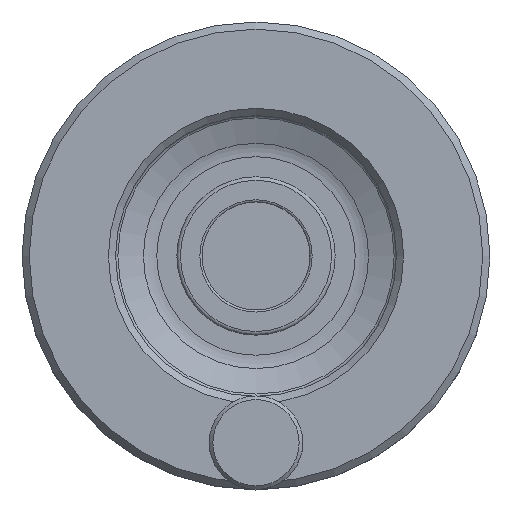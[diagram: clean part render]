
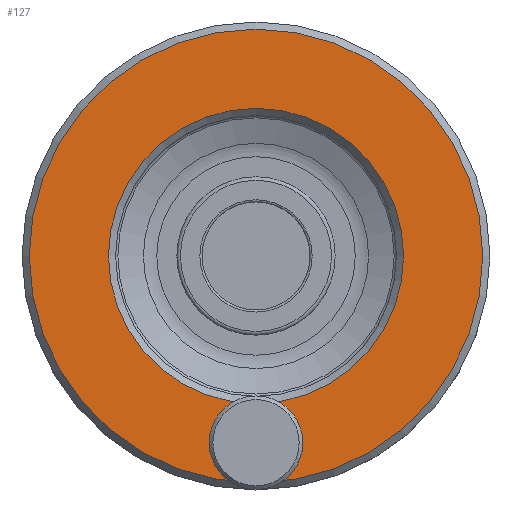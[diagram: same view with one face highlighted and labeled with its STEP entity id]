
A CAD part, top view. The second image highlights one B-rep face of the part: STEP entity #127.
In plain terms, the highlighted planar face has unit normal (0, 0, 1).
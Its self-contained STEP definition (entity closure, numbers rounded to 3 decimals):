
#127 = ADVANCED_FACE( '', ( #331, #332, #333 ), #334, .F. );
#331 = FACE_OUTER_BOUND( '', #1171, .T. );
#332 = FACE_BOUND( '', #1172, .T. );
#333 = FACE_BOUND( '', #1173, .T. );
#334 = PLANE( '', #1174 );
#1171 = EDGE_LOOP( '', ( #3150 ) );
#1172 = EDGE_LOOP( '', ( #3151 ) );
#1173 = EDGE_LOOP( '', ( #3152 ) );
#1174 = AXIS2_PLACEMENT_3D( '', #3153, #3154, #3155 );
#3150 = ORIENTED_EDGE( '', *, *, #3758, .T. );
#3151 = ORIENTED_EDGE( '', *, *, #3759, .T. );
#3152 = ORIENTED_EDGE( '', *, *, #3760, .F. );
#3153 = CARTESIAN_POINT( '', ( 0., 32.5, 18. ) );
#3154 = DIRECTION( '', ( 0., 0., -1. ) );
#3155 = DIRECTION( '', ( -1., 0., 0. ) );
#3758 = EDGE_CURVE( '', #4028, #4028, #4029, .F. );
#3759 = EDGE_CURVE( '', #4030, #4030, #4031, .T. );
#3760 = EDGE_CURVE( '', #4032, #4032, #4033, .T. );
#4028 = VERTEX_POINT( '', #4674 );
#4029 = CIRCLE( '', #4675, 31.5 );
#4030 = VERTEX_POINT( '', #4676 );
#4031 = CIRCLE( '', #4677, 20.5 );
#4032 = VERTEX_POINT( '', #4678 );
#4033 = CIRCLE( '', #4679, 5.139 );
#4674 = CARTESIAN_POINT( '', ( -31.5, 0., 18. ) );
#4675 = AXIS2_PLACEMENT_3D( '', #5837, #5838, #5839 );
#4676 = CARTESIAN_POINT( '', ( -20.5, 0., 18. ) );
#4677 = AXIS2_PLACEMENT_3D( '', #5840, #5841, #5842 );
#4678 = CARTESIAN_POINT( '', ( 5.139, -26., 18. ) );
#4679 = AXIS2_PLACEMENT_3D( '', #5843, #5844, #5845 );
#5837 = CARTESIAN_POINT( '', ( 0., 0., 18. ) );
#5838 = DIRECTION( '', ( 0., 0., -1. ) );
#5839 = DIRECTION( '', ( -1., 0., 0. ) );
#5840 = CARTESIAN_POINT( '', ( 0., 0., 18. ) );
#5841 = DIRECTION( '', ( 0., 0., -1. ) );
#5842 = DIRECTION( '', ( -1., 0., 0. ) );
#5843 = CARTESIAN_POINT( '', ( 0., -26., 18. ) );
#5844 = DIRECTION( '', ( 0., 0., 1. ) );
#5845 = DIRECTION( '', ( 1., 0., 0. ) );
